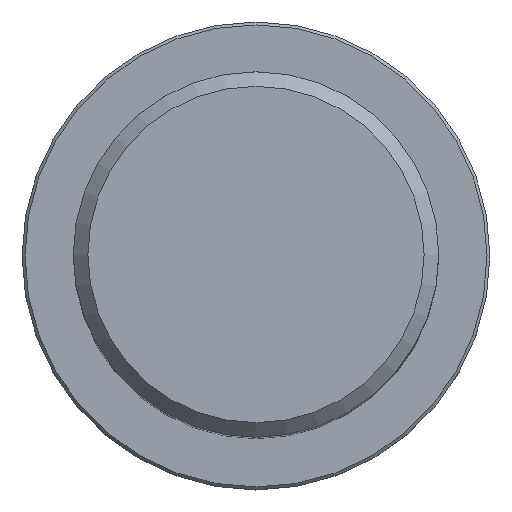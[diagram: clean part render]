
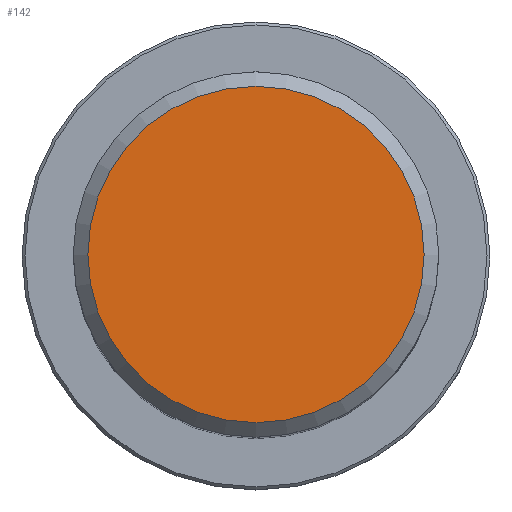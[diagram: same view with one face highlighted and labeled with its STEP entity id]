
A CAD part, top view. The second image highlights one B-rep face of the part: STEP entity #142.
In plain terms, the highlighted planar face has unit normal (0, 0, 1).
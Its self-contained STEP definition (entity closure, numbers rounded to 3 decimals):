
#136=PLANE('',#405);
#139=FACE_OUTER_BOUND('',#250,.T.);
#142=ADVANCED_FACE('',(#139),#136,.F.);
#175=CIRCLE('',#404,11.5);
#250=EDGE_LOOP('',(#300));
#300=ORIENTED_EDGE('',*,*,#377,.T.);
#350=VERTEX_POINT('',#575);
#377=EDGE_CURVE('',#350,#350,#175,.T.);
#404=AXIS2_PLACEMENT_3D('',#574,#457,#458);
#405=AXIS2_PLACEMENT_3D('',#576,#459,#460);
#457=DIRECTION('',(0.,0.,1.));
#458=DIRECTION('',(0.,1.,0.));
#459=DIRECTION('',(0.,0.,-1.));
#460=DIRECTION('',(0.,-1.,0.));
#574=CARTESIAN_POINT('',(0.,0.,56.));
#575=CARTESIAN_POINT('',(0.,11.5,56.));
#576=CARTESIAN_POINT('',(-11.5,0.,56.));
